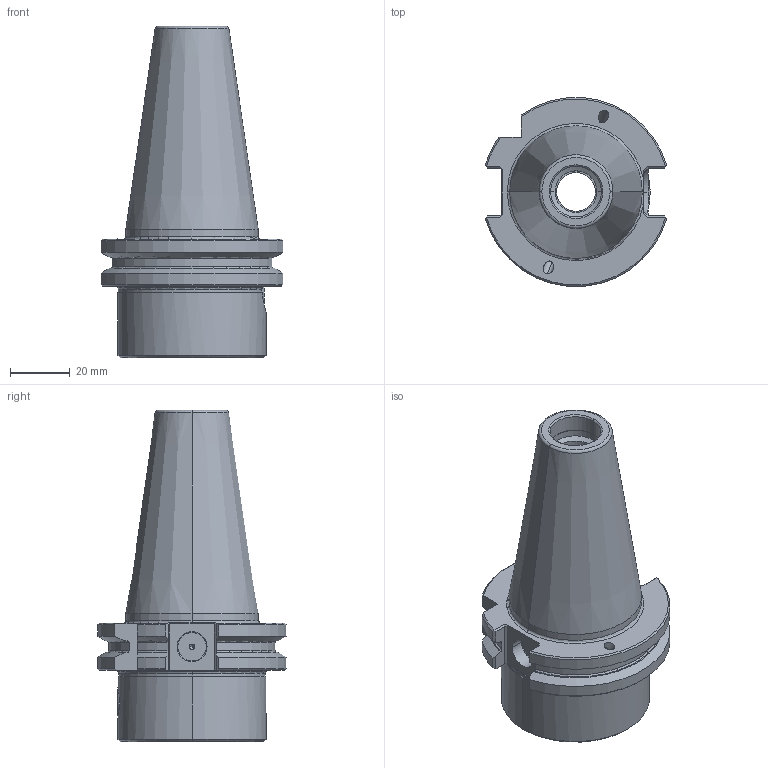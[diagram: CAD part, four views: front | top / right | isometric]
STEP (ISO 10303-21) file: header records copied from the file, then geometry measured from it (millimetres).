
FILE_DESCRIPTION(('no description'),'unknown implementation level');
FILE_NAME('429B767B-CB2D-4E3D-8805-7D8A194D33E7_export.stp',' ',('CIMSOURCE GmbH'),('CADClick - KiM GmbH - www.kimweb.de'),'unknown preprocess','ACIS','unknown authorization');
FILE_SCHEMA(('automotive_design'));
Length unit declared in the file: millimetre
Products named in the file (2): 326.057 Kaiser SK40 VB X CKS5 X 60B|690.435 Kaiser ETL M10 X 14 CK5;Schnitt-Linear austragen2; 326.057 Kaiser SK40 VB X CKS5 X 60B|326.057 Kaiser SK40 VB X CKS5 X 60B;Rotation1
Bounding box: 60.95 x 63.29 x 111.25 mm (x, y, z)
Volume: 116239.3 mm3; surface area: 29019.2 mm2
Topology: 2 solids, 2 shells, 225 faces, 556 edges, 340 vertices
Faces by surface type: plane 83, cylinder 67, cone 56, torus 19
Entity records: 13353 total; most frequent: CARTESIAN_POINT 1773, STYLED_ITEM 1119, PRESENTATION_STYLE_ASSIGNMENT 1119, COLOUR_RGB 1119, DIRECTION 1111, ORIENTED_EDGE 1104, EDGE_CURVE 552, CURVE_STYLE 552
